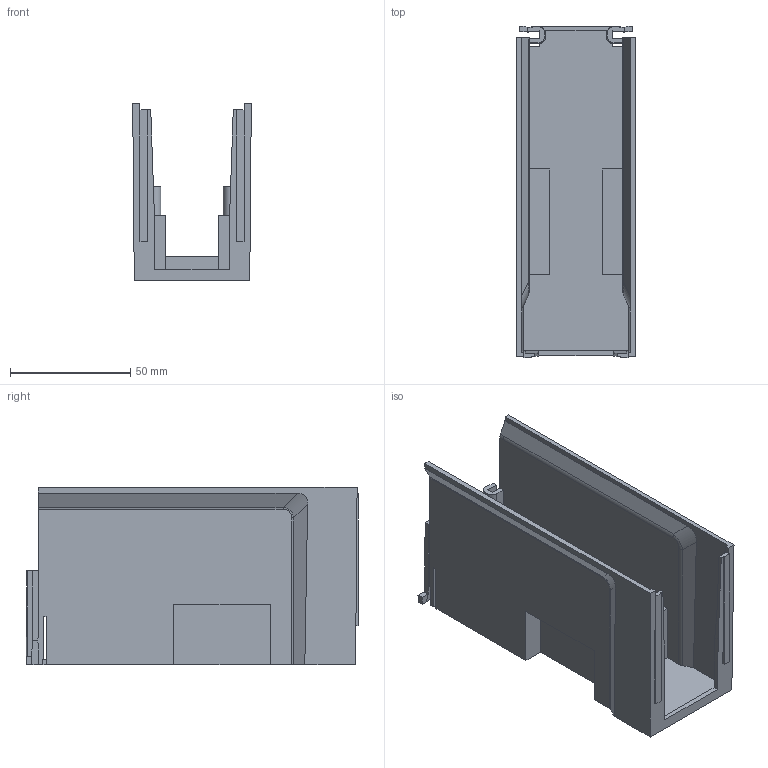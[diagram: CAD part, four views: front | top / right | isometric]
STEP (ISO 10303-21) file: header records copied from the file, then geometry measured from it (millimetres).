
FILE_DESCRIPTION((''),'2;1');
FILE_NAME('L8551091_L_ANSCHLUSSRAUMABDECKU_ASM','2024-08-28T15:08:45',('klemen.sitar'),('Audax d.o.o.'),'CREO PARAMETRIC BY PTC INC, 2021304','CREO PARAMETRIC BY PTC INC, 2021304','');
FILE_SCHEMA(('AP242_MANAGED_MODEL_BASED_3D_ENGINEERING_MIM_LF { 1 0 10303 442 1 1 4 }'));
Length unit declared in the file: millimetre
Products named in the file (2): 34127_L_ANSCHLUSSRAUMABDECKUNG_; L8551091_L_ANSCHLUSSRAUMABDECKU_ASM
Assembly tree (1 placements, depth 2):
  L8551091_L_ANSCHLUSSRAUMABDECKU_ASM
    34127_L_ANSCHLUSSRAUMABDECKUNG_
Bounding box: 49.29 x 137.98 x 73.7 mm (x, y, z)
Volume: 56063.3 mm3; surface area: 58246.3 mm2
Topology: 1 solids, 1 shells, 168 faces, 496 edges, 327 vertices
Faces by surface type: plane 136, cylinder 24, torus 4, bspline 4
Entity records: 8706 total; most frequent: CARTESIAN_POINT 1402, ORIENTED_EDGE 992, DIRECTION 839, PRESENTATION_STYLE_ASSIGNMENT 667, STYLED_ITEM 667, CURVE_STYLE 498, EDGE_CURVE 496, VECTOR 415
